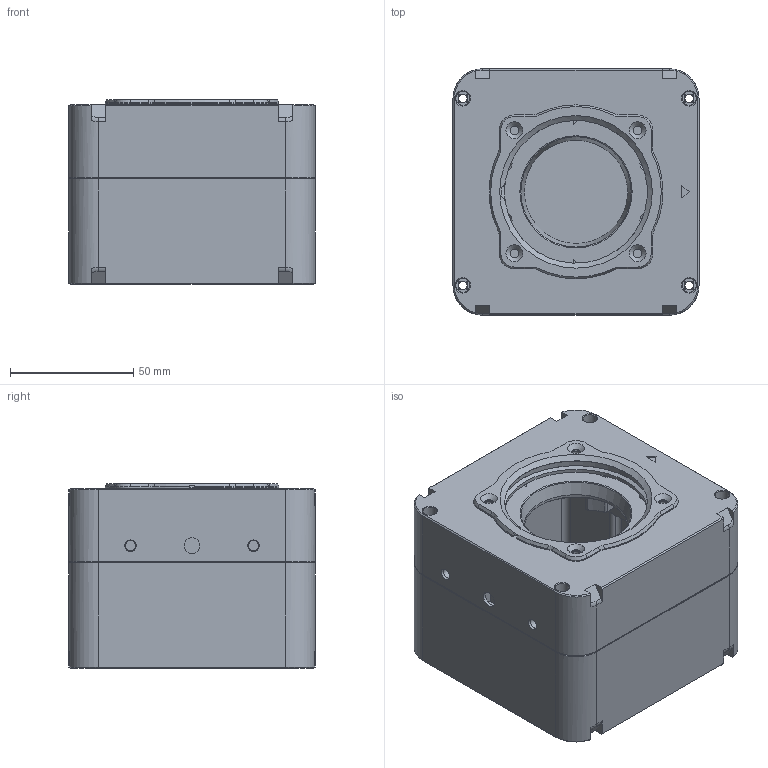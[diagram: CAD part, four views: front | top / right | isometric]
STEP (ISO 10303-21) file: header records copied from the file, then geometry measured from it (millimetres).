
FILE_DESCRIPTION(/* description */ (''),/* implementation_level */ '2;1');
FILE_NAME(/* name */ 'DigitalSolargraphyCamera v28.step',/* time_stamp */ '2020-09-20T22:34:53+02:00',/* author */ (''),/* organization */ (''),/* preprocessor_version */ 'ST-DEVELOPER v18.1',/* originating_system */ 'Autodesk Translation Framework v9.3.0.1241',/* authorisation */ '');
FILE_SCHEMA (('AUTOMOTIVE_DESIGN { 1 0 10303 214 3 1 1 }'));
Length unit declared in the file: millimetre
Products named in the file (5): DigitalSolargraphyCamera; Top; Bottom; FilterHolder; Insert
Assembly tree (4 placements, depth 2):
  DigitalSolargraphyCamera
    Top
    Bottom
    FilterHolder
    Insert
Bounding box: 100 x 100 x 75 mm (x, y, z)
Volume: 232959.7 mm3; surface area: 116691.2 mm2
Topology: 4 solids, 4 shells, 823 faces, 2020 edges, 1251 vertices
Faces by surface type: plane 426, cone 201, cylinder 180, bspline 16
Full cylindrical faces by diameter (mm): 3 x4, 3.5 x16, 4.1 x4, 4.2 x8, 4.35 x8, 5 x4, 5.7 x4, 5.8 x4, 6.5 x4, 8.2 x4, 42 x1, 48 x1, 58.2 x1, 61.06 x1
Entity records: 24660 total; most frequent: CARTESIAN_POINT 4849, DIRECTION 4197, ORIENTED_EDGE 4040, EDGE_CURVE 2020, AXIS2_PLACEMENT_3D 1478, VERTEX_POINT 1251, LINE 1241, VECTOR 1241
